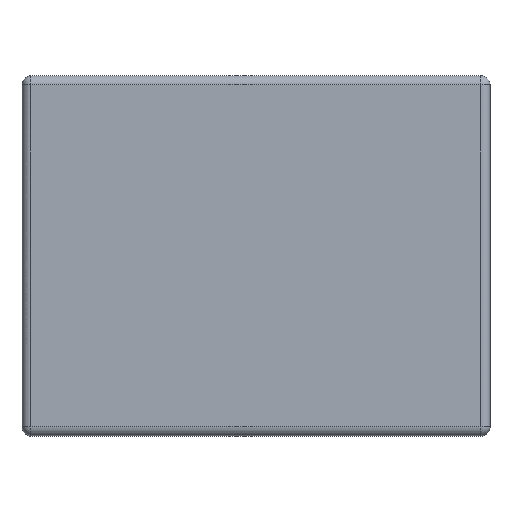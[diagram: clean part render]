
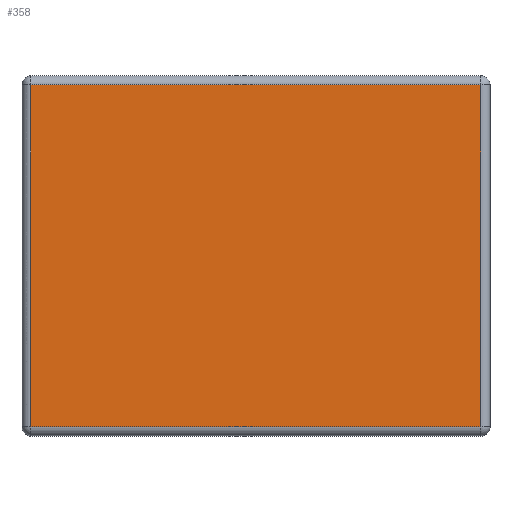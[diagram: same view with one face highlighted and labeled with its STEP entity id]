
A CAD part, top view. The second image highlights one B-rep face of the part: STEP entity #358.
In plain terms, the highlighted planar face has unit normal (0, 0, 1).
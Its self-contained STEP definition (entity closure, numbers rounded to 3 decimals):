
#20=PLANE('',#410);
#37=LINE('',#619,#61);
#39=LINE('',#622,#63);
#41=LINE('',#625,#65);
#43=LINE('',#628,#67);
#61=VECTOR('',#511,10.);
#63=VECTOR('',#515,10.);
#65=VECTOR('',#519,10.);
#67=VECTOR('',#523,10.);
#106=FACE_OUTER_BOUND('',#132,.T.);
#132=EDGE_LOOP('',(#321,#322,#323,#324));
#158=VERTEX_POINT('',#540);
#161=VERTEX_POINT('',#547);
#164=VERTEX_POINT('',#554);
#170=VERTEX_POINT('',#571);
#221=EDGE_CURVE('',#161,#170,#37,.T.);
#223=EDGE_CURVE('',#170,#164,#39,.T.);
#225=EDGE_CURVE('',#164,#158,#41,.T.);
#227=EDGE_CURVE('',#158,#161,#43,.T.);
#321=ORIENTED_EDGE('',*,*,#221,.F.);
#322=ORIENTED_EDGE('',*,*,#227,.F.);
#323=ORIENTED_EDGE('',*,*,#225,.F.);
#324=ORIENTED_EDGE('',*,*,#223,.F.);
#358=ADVANCED_FACE('',(#106),#20,.T.);
#410=AXIS2_PLACEMENT_3D('',#635,#535,#536);
#511=DIRECTION('',(0.,1.,0.));
#515=DIRECTION('',(1.,0.,0.));
#519=DIRECTION('',(0.,-1.,0.));
#523=DIRECTION('',(-1.,0.,0.));
#535=DIRECTION('center_axis',(0.,0.,
1.));
#536=DIRECTION('ref_axis',(1.,0.,0.));
#540=CARTESIAN_POINT('',(32.,-19.,12.5));
#547=CARTESIAN_POINT('',(-18.,-19.,12.5));
#554=CARTESIAN_POINT('',(32.,19.,12.5));
#571=CARTESIAN_POINT('',(-18.,19.,12.5));
#619=CARTESIAN_POINT('',(-18.,-10.,12.5));
#622=CARTESIAN_POINT('',(-6.,19.,12.5));
#625=CARTESIAN_POINT('',(32.,10.,12.5));
#628=CARTESIAN_POINT('',(20.,-19.,12.5));
#635=CARTESIAN_POINT('Origin',(7.,0.,12.5));
